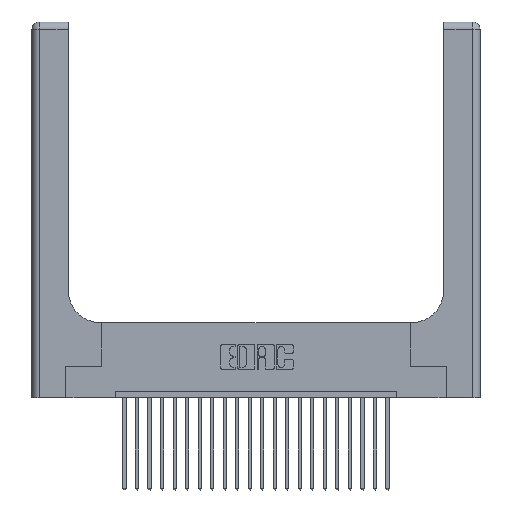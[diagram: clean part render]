
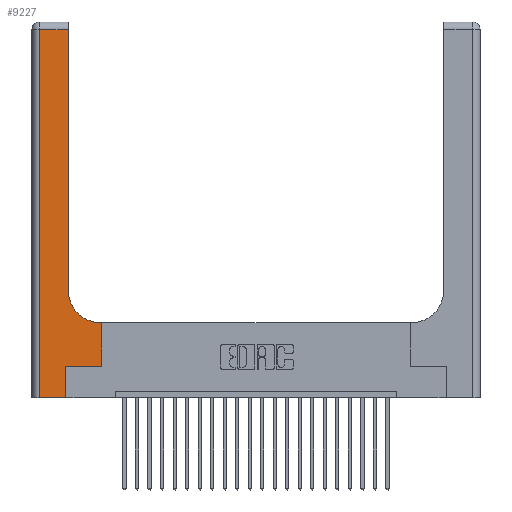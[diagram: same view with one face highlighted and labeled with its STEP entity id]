
A CAD part, top view. The second image highlights one B-rep face of the part: STEP entity #9227.
In plain terms, the highlighted planar face has unit normal (0, 0, 1).
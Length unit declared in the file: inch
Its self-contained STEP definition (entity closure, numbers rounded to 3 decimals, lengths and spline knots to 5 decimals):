
#69 = CARTESIAN_POINT ( 'NONE',  ( 0.5585, 0.25, 0.37 ) ) ;
#293 = CARTESIAN_POINT ( 'NONE',  ( 0.2915, 2.94, 0.37 ) ) ;
#969 = CARTESIAN_POINT ( 'NONE',  ( 0.5585, 0.25, 0.37 ) ) ;
#1032 = CARTESIAN_POINT ( 'NONE',  ( 0.5415, 0.85, 0.37 ) ) ;
#1192 = DIRECTION ( 'NONE',  ( 0., 0., -1. ) ) ;
#1352 = EDGE_CURVE ( 'NONE', #8694, #1896, #21276, .T. ) ;
#1896 = VERTEX_POINT ( 'NONE', #6034 ) ;
#2045 = ORIENTED_EDGE ( 'NONE', *, *, #22561, .T. ) ;
#2216 = VERTEX_POINT ( 'NONE', #293 ) ;
#2654 = VECTOR ( 'NONE', #15817, 39.37008 ) ;
#2999 = LINE ( 'NONE', #13213, #19540 ) ;
#2998 = CARTESIAN_POINT ( 'NONE',  ( 0.2915, 3., 0.37 ) ) ;
#3098 = DIRECTION ( 'NONE',  ( 0., 0., -1. ) ) ;
#5068 = DIRECTION ( 'NONE',  ( 1., 0., 0. ) ) ;
#5240 = CARTESIAN_POINT ( 'NONE',  ( 0.06, 0., 0.37 ) ) ;
#5658 = VERTEX_POINT ( 'NONE', #20808 ) ;
#6034 = CARTESIAN_POINT ( 'NONE',  ( 0.269, 0., 0.37 ) ) ;
#6770 = AXIS2_PLACEMENT_3D ( 'NONE', #23880, #3098, #14488 ) ;
#6788 = LINE ( 'NONE', #2998, #21237 ) ;
#6807 = PLANE ( 'NONE',  #6770 ) ;
#6973 = VECTOR ( 'NONE', #24037, 39.37008 ) ;
#7039 = DIRECTION ( 'NONE',  ( 0., 1., 0. ) ) ;
#7085 = VERTEX_POINT ( 'NONE', #23888 ) ;
#7124 = CARTESIAN_POINT ( 'NONE',  ( 0., 2.94, 0.37 ) ) ;
#7371 = CARTESIAN_POINT ( 'NONE',  ( 0.269, 0.25, 0.37 ) ) ;
#7889 = VERTEX_POINT ( 'NONE', #15639 ) ;
#8136 = AXIS2_PLACEMENT_3D ( 'NONE', #1032, #1192, #5068 ) ;
#8694 = VERTEX_POINT ( 'NONE', #5240 ) ;
#9227 = ADVANCED_FACE ( 'NONE', ( #23236 ), #6807, .F. ) ;
#9791 = ORIENTED_EDGE ( 'NONE', *, *, #1352, .T. ) ;
#10136 = VERTEX_POINT ( 'NONE', #24294 ) ;
#10418 = EDGE_CURVE ( 'NONE', #11872, #22826, #16773, .T. ) ;
#10700 = LINE ( 'NONE', #69, #12462 ) ;
#11090 = EDGE_CURVE ( 'NONE', #7085, #5658, #11436, .T. ) ;
#11115 = VECTOR ( 'NONE', #15341, 39.37008 ) ;
#11436 = LINE ( 'NONE', #13441, #11115 ) ;
#11766 = ORIENTED_EDGE ( 'NONE', *, *, #17767, .T. ) ;
#11872 = VERTEX_POINT ( 'NONE', #19834 ) ;
#12462 = VECTOR ( 'NONE', #18914, 39.37008 ) ;
#12906 = DIRECTION ( 'NONE',  ( 0., 1., 0. ) ) ;
#13161 = EDGE_LOOP ( 'NONE', ( #16118, #23296, #11766, #9791, #2045, #18862, #18579, #14498, #16208 ) ) ;
#13213 = CARTESIAN_POINT ( 'NONE',  ( 0.06, 3., 0.37 ) ) ;
#13441 = CARTESIAN_POINT ( 'NONE',  ( 0.2915, 0.6, 0.37 ) ) ;
#14488 = DIRECTION ( 'NONE',  ( -1., 0., 0. ) ) ;
#14498 = ORIENTED_EDGE ( 'NONE', *, *, #11090, .T. ) ;
#14740 = LINE ( 'NONE', #18525, #21204 ) ;
#15188 = DIRECTION ( 'NONE',  ( 0., -1., 0. ) ) ;
#15213 = EDGE_CURVE ( 'NONE', #2216, #7889, #21752, .T. ) ;
#15341 = DIRECTION ( 'NONE',  ( -1., 0., 0. ) ) ;
#15639 = CARTESIAN_POINT ( 'NONE',  ( 0.06, 2.94, 0.37 ) ) ;
#15817 = DIRECTION ( 'NONE',  ( 1., 0., 0. ) ) ;
#16118 = ORIENTED_EDGE ( 'NONE', *, *, #18755, .T. ) ;
#16208 = ORIENTED_EDGE ( 'NONE', *, *, #18196, .T. ) ;
#16773 = LINE ( 'NONE', #7371, #21159 ) ;
#16907 = DIRECTION ( 'NONE',  ( 1., 0., 0. ) ) ;
#17750 = EDGE_CURVE ( 'NONE', #22826, #7085, #10700, .T. ) ;
#17767 = EDGE_CURVE ( 'NONE', #7889, #8694, #2999, .T. ) ;
#18196 = EDGE_CURVE ( 'NONE', #5658, #10136, #21582, .T. ) ;
#18525 = CARTESIAN_POINT ( 'NONE',  ( 0.269, 0., 0.37 ) ) ;
#18579 = ORIENTED_EDGE ( 'NONE', *, *, #17750, .T. ) ;
#18755 = EDGE_CURVE ( 'NONE', #10136, #2216, #6788, .T. ) ;
#18862 = ORIENTED_EDGE ( 'NONE', *, *, #10418, .T. ) ;
#18914 = DIRECTION ( 'NONE',  ( 0., 1., 0. ) ) ;
#19540 = VECTOR ( 'NONE', #15188, 39.37008 ) ;
#19834 = CARTESIAN_POINT ( 'NONE',  ( 0.269, 0.25, 0.37 ) ) ;
#20808 = CARTESIAN_POINT ( 'NONE',  ( 0.5415, 0.6, 0.37 ) ) ;
#21147 = CARTESIAN_POINT ( 'NONE',  ( 0., 0., 0.37 ) ) ;
#21159 = VECTOR ( 'NONE', #16907, 39.37008 ) ;
#21204 = VECTOR ( 'NONE', #12906, 39.37008 ) ;
#21237 = VECTOR ( 'NONE', #7039, 39.37008 ) ;
#21276 = LINE ( 'NONE', #21147, #2654 ) ;
#21582 = CIRCLE ( 'NONE', #8136, 0.25 ) ;
#21752 = LINE ( 'NONE', #7124, #6973 ) ;
#22561 = EDGE_CURVE ( 'NONE', #1896, #11872, #14740, .T. ) ;
#22826 = VERTEX_POINT ( 'NONE', #969 ) ;
#23236 = FACE_OUTER_BOUND ( 'NONE', #13161, .T. ) ;
#23296 = ORIENTED_EDGE ( 'NONE', *, *, #15213, .T. ) ;
#23880 = CARTESIAN_POINT ( 'NONE',  ( 0., 3., 0.37 ) ) ;
#23888 = CARTESIAN_POINT ( 'NONE',  ( 0.5585, 0.6, 0.37 ) ) ;
#24037 = DIRECTION ( 'NONE',  ( -1., 0., 0. ) ) ;
#24294 = CARTESIAN_POINT ( 'NONE',  ( 0.2915, 0.85, 0.37 ) ) ;
